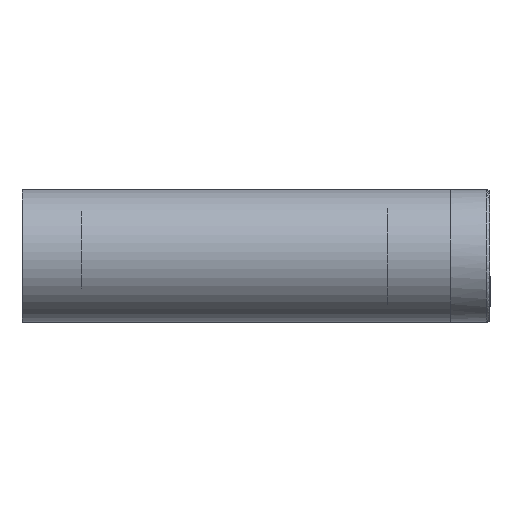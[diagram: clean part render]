
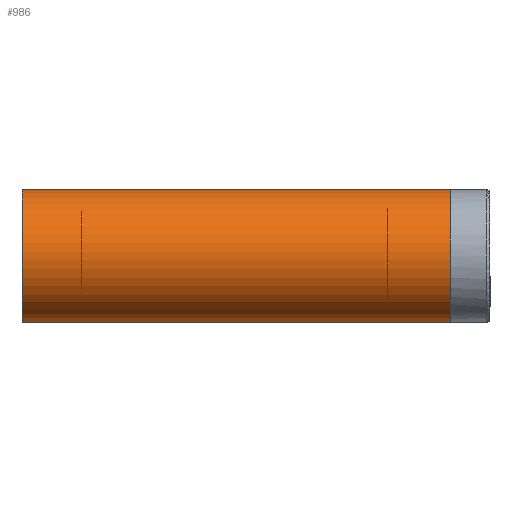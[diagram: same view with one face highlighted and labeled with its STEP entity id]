
A CAD part, left-side view. The second image highlights one B-rep face of the part: STEP entity #986.
In plain terms, the highlighted cylindrical face has radius 10 mm (diameter 20 mm), a partial arc.
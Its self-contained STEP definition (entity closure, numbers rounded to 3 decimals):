
#986=ADVANCED_FACE('',(#1397),#6725,.T.);
#1397=FACE_OUTER_BOUND('',#1842,.T.);
#1842=EDGE_LOOP('',(#3532,#3533,#3534,#3535));
#3532=ORIENTED_EDGE('',*,*,#4757,.T.);
#3533=ORIENTED_EDGE('',*,*,#4758,.F.);
#3534=ORIENTED_EDGE('',*,*,#4756,.F.);
#3535=ORIENTED_EDGE('',*,*,#4759,.T.);
#4756=EDGE_CURVE('',#6460,#6489,#5914,.T.);
#4757=EDGE_CURVE('',#6458,#6490,#5915,.T.);
#4758=EDGE_CURVE('',#6489,#6490,#5121,.T.);
#4759=EDGE_CURVE('',#6460,#6458,#5122,.T.);
#5121=(
BOUNDED_CURVE()
B_SPLINE_CURVE(2,(#16265,#16266,#16267,#16268,#16269),.UNSPECIFIED.,.F.,
 .F.)
B_SPLINE_CURVE_WITH_KNOTS((3,2,3),(-31.416,-15.708,0.),
 .UNSPECIFIED.)
CURVE()
GEOMETRIC_REPRESENTATION_ITEM()
RATIONAL_B_SPLINE_CURVE((1.,0.707,1.,0.707,1.))
REPRESENTATION_ITEM('')
);
#5122=(
BOUNDED_CURVE()
B_SPLINE_CURVE(2,(#16270,#16271,#16272,#16273,#16274),.UNSPECIFIED.,.F.,
 .F.)
B_SPLINE_CURVE_WITH_KNOTS((3,2,3),(0.,15.708,31.416),
 .UNSPECIFIED.)
CURVE()
GEOMETRIC_REPRESENTATION_ITEM()
RATIONAL_B_SPLINE_CURVE((1.,0.707,1.,0.707,1.))
REPRESENTATION_ITEM('')
);
#5914=B_SPLINE_CURVE_WITH_KNOTS('',1,(#16261,#16262),.UNSPECIFIED.,.F.,
 .F.,(2,2),(0.,64.5),.UNSPECIFIED.);
#5915=B_SPLINE_CURVE_WITH_KNOTS('',1,(#16263,#16264),.UNSPECIFIED.,.F.,
 .F.,(2,2),(0.,64.5),.UNSPECIFIED.);
#6458=VERTEX_POINT('',#16001);
#6460=VERTEX_POINT('',#16003);
#6489=VERTEX_POINT('',#16032);
#6490=VERTEX_POINT('',#16033);
#6725=CYLINDRICAL_SURFACE('',#6993,10.);
#6993=AXIS2_PLACEMENT_3D('',#15992,#7273,$);
#7273=DIRECTION('',(0.,-1.,0.));
#15992=CARTESIAN_POINT('',(-440.,-32.25,0.));
#16001=CARTESIAN_POINT('',(-440.,0.,-10.));
#16003=CARTESIAN_POINT('',(-440.,0.,10.));
#16032=CARTESIAN_POINT('',(-440.,-64.5,10.));
#16033=CARTESIAN_POINT('',(-440.,-64.5,-10.));
#16261=CARTESIAN_POINT('',(-440.,0.,10.));
#16262=CARTESIAN_POINT('',(-440.,-64.5,10.));
#16263=CARTESIAN_POINT('',(-440.,0.,-10.));
#16264=CARTESIAN_POINT('',(-440.,-64.5,-10.));
#16265=CARTESIAN_POINT('',(-440.,-64.5,10.));
#16266=CARTESIAN_POINT('',(-450.,-64.5,10.));
#16267=CARTESIAN_POINT('',(-450.,-64.5,0.));
#16268=CARTESIAN_POINT('',(-450.,-64.5,-10.));
#16269=CARTESIAN_POINT('',(-440.,-64.5,-10.));
#16270=CARTESIAN_POINT('',(-440.,0.,10.));
#16271=CARTESIAN_POINT('',(-450.,0.,10.));
#16272=CARTESIAN_POINT('',(-450.,0.,0.));
#16273=CARTESIAN_POINT('',(-450.,0.,-10.));
#16274=CARTESIAN_POINT('',(-440.,0.,-10.));
